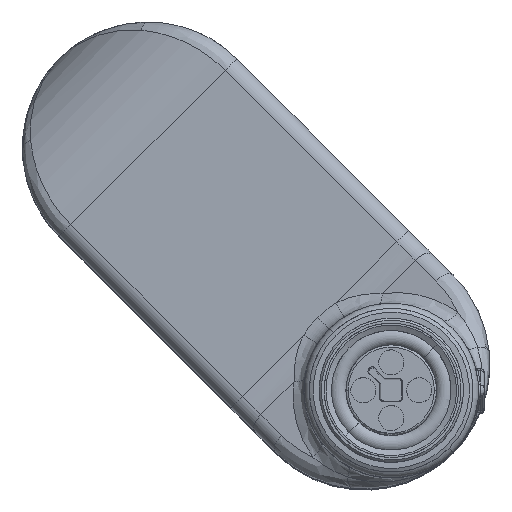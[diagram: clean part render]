
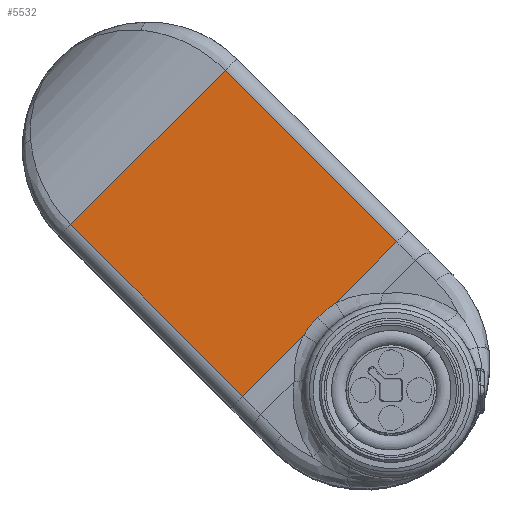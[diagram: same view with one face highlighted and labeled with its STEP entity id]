
A CAD part, top view. The second image highlights one B-rep face of the part: STEP entity #5532.
In plain terms, the highlighted planar face has unit normal (0, 0, 1).
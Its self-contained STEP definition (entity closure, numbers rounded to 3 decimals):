
#4844=AXIS2_PLACEMENT_3D('Circle Axis2P3D',#4842,#4843,$) ;
#5474=AXIS2_PLACEMENT_3D('Circle Axis2P3D',#5472,#5473,$) ;
#5488=AXIS2_PLACEMENT_3D('Plane Axis2P3D',#5485,#5486,#5487) ;
#4842=CARTESIAN_POINT('Axis2P3D Location',(33.774,9.025,73.95)) ;
#4846=CARTESIAN_POINT('Vertex',(25.753,14.116,73.95)) ;
#4848=CARTESIAN_POINT('Vertex',(27.056,15.743,73.95)) ;
#5451=CARTESIAN_POINT('Vertex',(28.682,17.046,73.95)) ;
#5472=CARTESIAN_POINT('Axis2P3D Location',(33.774,9.025,73.95)) ;
#5485=CARTESIAN_POINT('Axis2P3D Location',(11.5,47.562,73.95)) ;
#5490=CARTESIAN_POINT('Line Origine',(22.95,11.313,73.95)) ;
#5494=CARTESIAN_POINT('Vertex',(20.147,8.51,73.95)) ;
#5497=CARTESIAN_POINT('Line Origine',(31.486,19.849,73.95)) ;
#5501=CARTESIAN_POINT('Vertex',(34.289,22.652,73.95)) ;
#5504=CARTESIAN_POINT('Line Origine',(26.43,30.511,73.95)) ;
#5508=CARTESIAN_POINT('Vertex',(18.571,38.37,73.95)) ;
#5511=CARTESIAN_POINT('Line Origine',(11.5,31.299,73.95)) ;
#5515=CARTESIAN_POINT('Vertex',(4.429,24.228,73.95)) ;
#5518=CARTESIAN_POINT('Line Origine',(12.288,16.369,73.95)) ;
#4843=DIRECTION('Axis2P3D Direction',(0.,0.,-1.)) ;
#5473=DIRECTION('Axis2P3D Direction',(0.,0.,-1.)) ;
#5486=DIRECTION('Axis2P3D Direction',(0.,0.,-1.)) ;
#5487=DIRECTION('Axis2P3D XDirection',(0.707,-0.707,0.)) ;
#5491=DIRECTION('Vector Direction',(0.707,0.707,0.)) ;
#5498=DIRECTION('Vector Direction',(0.707,0.707,0.)) ;
#5505=DIRECTION('Vector Direction',(-0.707,0.707,0.)) ;
#5512=DIRECTION('Vector Direction',(-0.707,-0.707,0.)) ;
#5519=DIRECTION('Vector Direction',(0.707,-0.707,0.)) ;
#5492=VECTOR('Line Direction',#5491,1.) ;
#5499=VECTOR('Line Direction',#5498,1.) ;
#5506=VECTOR('Line Direction',#5505,1.) ;
#5513=VECTOR('Line Direction',#5512,1.) ;
#5520=VECTOR('Line Direction',#5519,1.) ;
#5524=ORIENTED_EDGE('',*,*,#5496,.T.) ;
#5525=ORIENTED_EDGE('',*,*,#4850,.T.) ;
#5526=ORIENTED_EDGE('',*,*,#5476,.T.) ;
#5527=ORIENTED_EDGE('',*,*,#5503,.T.) ;
#5528=ORIENTED_EDGE('',*,*,#5510,.T.) ;
#5529=ORIENTED_EDGE('',*,*,#5517,.T.) ;
#5530=ORIENTED_EDGE('',*,*,#5522,.T.) ;
#5532=ADVANCED_FACE('Hauptk\X2\00F6\X0\rper',(#5531),#5489,.F.) ;
#4845=CIRCLE('generated circle',#4844,9.5) ;
#5475=CIRCLE('generated circle',#5474,9.5) ;
#4850=EDGE_CURVE('',#4847,#4849,#4845,.T.) ;
#5476=EDGE_CURVE('',#4849,#5452,#5475,.T.) ;
#5496=EDGE_CURVE('',#5495,#4847,#5493,.T.) ;
#5503=EDGE_CURVE('',#5452,#5502,#5500,.T.) ;
#5510=EDGE_CURVE('',#5502,#5509,#5507,.T.) ;
#5517=EDGE_CURVE('',#5509,#5516,#5514,.T.) ;
#5522=EDGE_CURVE('',#5516,#5495,#5521,.T.) ;
#5523=EDGE_LOOP('',(#5524,#5525,#5526,#5527,#5528,#5529,#5530)) ;
#5531=FACE_OUTER_BOUND('',#5523,.T.) ;
#5493=LINE('Line',#5490,#5492) ;
#5500=LINE('Line',#5497,#5499) ;
#5507=LINE('Line',#5504,#5506) ;
#5514=LINE('Line',#5511,#5513) ;
#5521=LINE('Line',#5518,#5520) ;
#5489=PLANE('',#5488) ;
#4847=VERTEX_POINT('',#4846) ;
#4849=VERTEX_POINT('',#4848) ;
#5452=VERTEX_POINT('',#5451) ;
#5495=VERTEX_POINT('',#5494) ;
#5502=VERTEX_POINT('',#5501) ;
#5509=VERTEX_POINT('',#5508) ;
#5516=VERTEX_POINT('',#5515) ;
